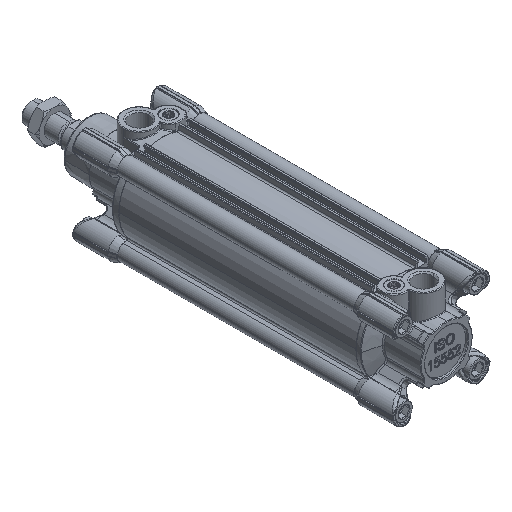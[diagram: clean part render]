
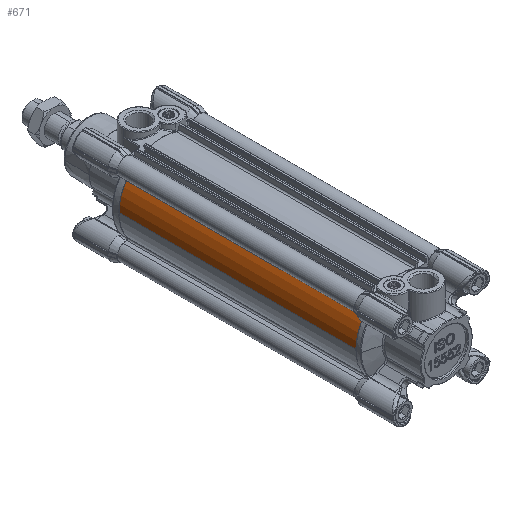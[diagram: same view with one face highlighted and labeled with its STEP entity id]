
A CAD part, isometric view. The second image highlights one B-rep face of the part: STEP entity #671.
In plain terms, the highlighted cylindrical face has radius 33.5 mm (diameter 67 mm), a partial arc.
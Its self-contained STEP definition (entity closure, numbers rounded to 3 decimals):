
#671 = ADVANCED_FACE ( 'NONE', ( #122070 ), #74430, .T. ) ;
#8925 = AXIS2_PLACEMENT_3D ( 'NONE', #38041, #112670, #26783 ) ;
#9254 = VERTEX_POINT ( 'NONE', #72627 ) ;
#14506 = DIRECTION ( 'NONE',  ( 1., 0., 0. ) ) ;
#16949 = DIRECTION ( 'NONE',  ( 0., -1., 0. ) ) ;
#24182 = ORIENTED_EDGE ( 'NONE', *, *, #71169, .F. ) ;
#26309 = VERTEX_POINT ( 'NONE', #40977 ) ;
#26783 = DIRECTION ( 'NONE',  ( -1., 0., 0. ) ) ;
#28667 = VERTEX_POINT ( 'NONE', #103015 ) ;
#29125 = EDGE_CURVE ( 'NONE', #9254, #40051, #65057, .T. ) ;
#34976 = CIRCLE ( 'NONE', #55004, 33.5 ) ;
#37887 = EDGE_CURVE ( 'NONE', #28667, #9254, #74545, .T. ) ;
#38041 = CARTESIAN_POINT ( 'NONE',  ( 0., 157., 0. ) ) ;
#40051 = VERTEX_POINT ( 'NONE', #49500 ) ;
#40977 = CARTESIAN_POINT ( 'NONE',  ( -33.5, 32., 0. ) ) ;
#44989 = CARTESIAN_POINT ( 'NONE',  ( -33.5, 157., 0. ) ) ;
#49500 = CARTESIAN_POINT ( 'NONE',  ( -33.5, 214., 0. ) ) ;
#53771 = DIRECTION ( 'NONE',  ( 0., 1., 0. ) ) ;
#55004 = AXIS2_PLACEMENT_3D ( 'NONE', #85028, #122612, #68044 ) ;
#65057 = CIRCLE ( 'NONE', #67029, 33.5 ) ;
#67029 = AXIS2_PLACEMENT_3D ( 'NONE', #110435, #16949, #14506 ) ;
#68044 = DIRECTION ( 'NONE',  ( 1., 0., 0. ) ) ;
#71169 = EDGE_CURVE ( 'NONE', #28667, #26309, #34976, .T. ) ;
#72627 = CARTESIAN_POINT ( 'NONE',  ( -27.116, 214., 19.671 ) ) ;
#73227 = LINE ( 'NONE', #44989, #103254 ) ;
#74430 = CYLINDRICAL_SURFACE ( 'NONE', #8925, 33.5 ) ;
#74545 = LINE ( 'NONE', #90960, #81290 ) ;
#75395 = EDGE_CURVE ( 'NONE', #26309, #40051, #73227, .T. ) ;
#75444 = ORIENTED_EDGE ( 'NONE', *, *, #29125, .T. ) ;
#81290 = VECTOR ( 'NONE', #112785, 1000. ) ;
#85028 = CARTESIAN_POINT ( 'NONE',  ( 0., 32., 0. ) ) ;
#87452 = ORIENTED_EDGE ( 'NONE', *, *, #75395, .F. ) ;
#90960 = CARTESIAN_POINT ( 'NONE',  ( -27.116, 157., 19.671 ) ) ;
#103015 = CARTESIAN_POINT ( 'NONE',  ( -27.116, 32., 19.671 ) ) ;
#103254 = VECTOR ( 'NONE', #53771, 1000. ) ;
#104456 = ORIENTED_EDGE ( 'NONE', *, *, #37887, .T. ) ;
#110435 = CARTESIAN_POINT ( 'NONE',  ( 0., 214., 0. ) ) ;
#112670 = DIRECTION ( 'NONE',  ( 0., 1., 0. ) ) ;
#112785 = DIRECTION ( 'NONE',  ( 0., 1., 0. ) ) ;
#122070 = FACE_OUTER_BOUND ( 'NONE', #122896, .T. ) ;
#122612 = DIRECTION ( 'NONE',  ( 0., -1., 0. ) ) ;
#122896 = EDGE_LOOP ( 'NONE', ( #87452, #24182, #104456, #75444 ) ) ;
